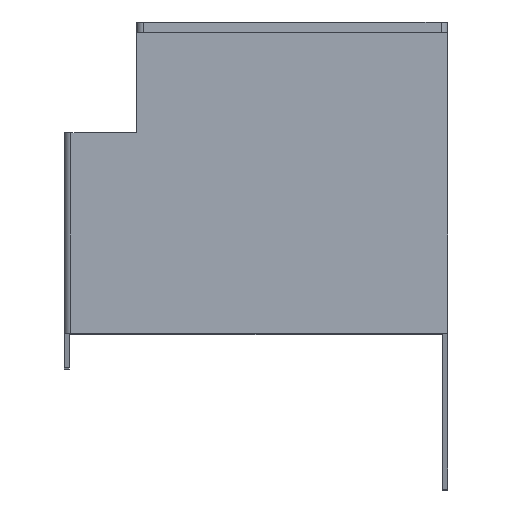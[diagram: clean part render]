
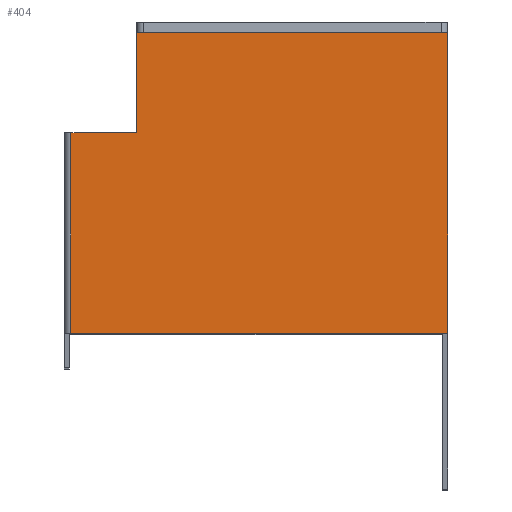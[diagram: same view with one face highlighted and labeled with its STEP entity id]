
A CAD part, top view. The second image highlights one B-rep face of the part: STEP entity #404.
In plain terms, the highlighted planar face has unit normal (0, 0, 1).
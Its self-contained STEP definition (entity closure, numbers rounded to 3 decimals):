
#155 = VERTEX_POINT('',#156);
#156 = CARTESIAN_POINT('',(21.,-32.,-6.));
#162 = EDGE_CURVE('',#155,#163,#165,.T.);
#163 = VERTEX_POINT('',#164);
#164 = CARTESIAN_POINT('',(21.,-3.,-6.));
#165 = LINE('',#166,#167);
#166 = CARTESIAN_POINT('',(21.,-68.62,-6.));
#167 = VECTOR('',#168,1.);
#168 = DIRECTION('',(0.,1.,0.));
#186 = EDGE_CURVE('',#163,#187,#189,.T.);
#187 = VERTEX_POINT('',#188);
#188 = CARTESIAN_POINT('',(111.,-3.,-6.));
#189 = LINE('',#190,#191);
#190 = CARTESIAN_POINT('',(0.,-3.,-6.));
#191 = VECTOR('',#192,1.);
#192 = DIRECTION('',(1.,0.,0.));
#325 = EDGE_CURVE('',#326,#187,#328,.T.);
#326 = VERTEX_POINT('',#327);
#327 = CARTESIAN_POINT('',(111.,-90.,-6.));
#328 = LINE('',#329,#330);
#329 = CARTESIAN_POINT('',(111.,-90.,-6.));
#330 = VECTOR('',#331,1.);
#331 = DIRECTION('',(0.,1.,0.));
#404 = ADVANCED_FACE('',(#405),#432,.T.);
#405 = FACE_BOUND('',#406,.T.);
#406 = EDGE_LOOP('',(#407,#415,#423,#429,#430,#431));
#407 = ORIENTED_EDGE('',*,*,#408,.F.);
#408 = EDGE_CURVE('',#409,#155,#411,.T.);
#409 = VERTEX_POINT('',#410);
#410 = CARTESIAN_POINT('',(2.,-32.,-6.));
#411 = LINE('',#412,#413);
#412 = CARTESIAN_POINT('',(1.,-32.,-6.));
#413 = VECTOR('',#414,1.);
#414 = DIRECTION('',(1.,0.,0.));
#415 = ORIENTED_EDGE('',*,*,#416,.T.);
#416 = EDGE_CURVE('',#409,#417,#419,.T.);
#417 = VERTEX_POINT('',#418);
#418 = CARTESIAN_POINT('',(2.,-90.,-6.));
#419 = LINE('',#420,#421);
#420 = CARTESIAN_POINT('',(2.,0.,-6.));
#421 = VECTOR('',#422,1.);
#422 = DIRECTION('',(0.,-1.,0.));
#423 = ORIENTED_EDGE('',*,*,#424,.T.);
#424 = EDGE_CURVE('',#417,#326,#425,.T.);
#425 = LINE('',#426,#427);
#426 = CARTESIAN_POINT('',(0.,-90.,-6.));
#427 = VECTOR('',#428,1.);
#428 = DIRECTION('',(1.,0.,0.));
#429 = ORIENTED_EDGE('',*,*,#325,.T.);
#430 = ORIENTED_EDGE('',*,*,#186,.F.);
#431 = ORIENTED_EDGE('',*,*,#162,.F.);
#432 = PLANE('',#433);
#433 = AXIS2_PLACEMENT_3D('',#434,#435,#436);
#434 = CARTESIAN_POINT('',(57.906,-47.906,-6.));
#435 = DIRECTION('',(0.,0.,1.));
#436 = DIRECTION('',(0.,1.,0.));
